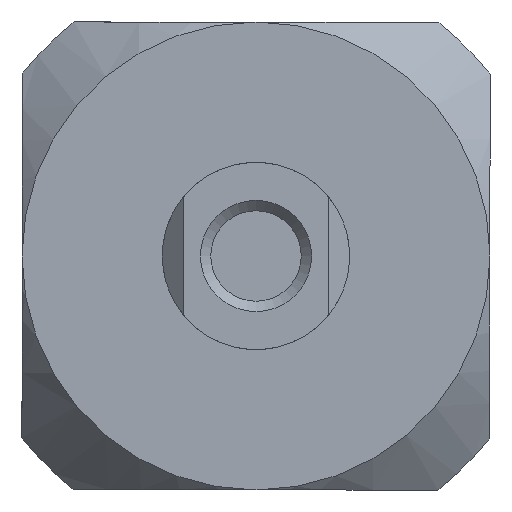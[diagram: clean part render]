
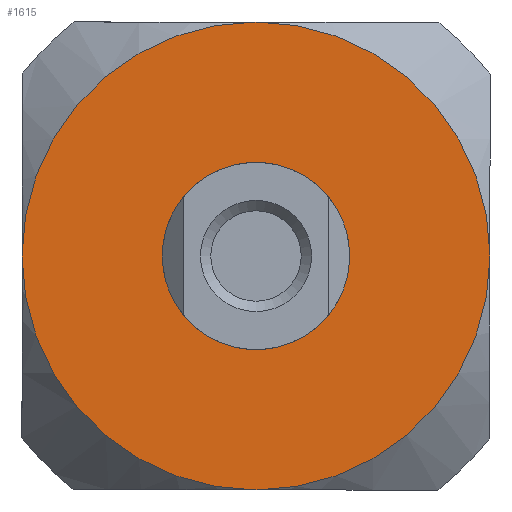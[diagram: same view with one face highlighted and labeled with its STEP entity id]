
A CAD part, front view. The second image highlights one B-rep face of the part: STEP entity #1615.
In plain terms, the highlighted face is planar.
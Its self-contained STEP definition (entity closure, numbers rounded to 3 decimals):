
#56=FACE_BOUND('',#249,.T.);
#96=PLANE('',#1840);
#153=FACE_OUTER_BOUND('',#248,.T.);
#248=EDGE_LOOP('',(#1124,#1125,#1126,#1127));
#249=EDGE_LOOP('',(#1128));
#562=CIRCLE('',#1839,9.);
#563=CIRCLE('',#1841,22.5);
#564=CIRCLE('',#1842,22.5);
#565=CIRCLE('',#1843,22.5);
#566=CIRCLE('',#1844,22.5);
#658=VERTEX_POINT('',#2549);
#668=VERTEX_POINT('',#2579);
#688=VERTEX_POINT('',#2645);
#689=VERTEX_POINT('',#2649);
#690=VERTEX_POINT('',#2652);
#864=EDGE_CURVE('',#688,#688,#562,.T.);
#865=EDGE_CURVE('',#689,#658,#563,.T.);
#866=EDGE_CURVE('',#658,#668,#564,.T.);
#867=EDGE_CURVE('',#668,#690,#565,.T.);
#868=EDGE_CURVE('',#690,#689,#566,.T.);
#1124=ORIENTED_EDGE('',*,*,#865,.T.);
#1125=ORIENTED_EDGE('',*,*,#866,.T.);
#1126=ORIENTED_EDGE('',*,*,#867,.T.);
#1127=ORIENTED_EDGE('',*,*,#868,.T.);
#1128=ORIENTED_EDGE('',*,*,#864,.T.);
#1615=ADVANCED_FACE('',(#153,#56),#96,.F.);
#1839=AXIS2_PLACEMENT_3D('',#2647,#2113,#2114);
#1840=AXIS2_PLACEMENT_3D('',#2648,#2115,#2116);
#1841=AXIS2_PLACEMENT_3D('',#2650,#2117,#2118);
#1842=AXIS2_PLACEMENT_3D('',#2651,#2119,#2120);
#1843=AXIS2_PLACEMENT_3D('',#2653,#2121,#2122);
#1844=AXIS2_PLACEMENT_3D('',#2654,#2123,#2124);
#2113=DIRECTION('center_axis',(0.,0.,1.));
#2114=DIRECTION('ref_axis',(1.,0.,0.));
#2115=DIRECTION('center_axis',(0.,0.,1.));
#2116=DIRECTION('ref_axis',(1.,0.,0.));
#2117=DIRECTION('center_axis',(0.,0.,-1.));
#2118=DIRECTION('ref_axis',(0.,-1.,0.));
#2119=DIRECTION('center_axis',(0.,0.,-1.));
#2120=DIRECTION('ref_axis',(0.,-1.,0.));
#2121=DIRECTION('center_axis',(0.,0.,-1.));
#2122=DIRECTION('ref_axis',(0.,-1.,0.));
#2123=DIRECTION('center_axis',(0.,0.,-1.));
#2124=DIRECTION('ref_axis',(0.,-1.,0.));
#2549=CARTESIAN_POINT('',(0.,22.5,0.));
#2579=CARTESIAN_POINT('',(22.5,0.,0.));
#2645=CARTESIAN_POINT('',(-9.,0.,0.));
#2647=CARTESIAN_POINT('Origin',(0.,0.,0.));
#2648=CARTESIAN_POINT('Origin',(0.,0.,0.));
#2649=CARTESIAN_POINT('',(-22.5,0.,0.));
#2650=CARTESIAN_POINT('Origin',(0.,0.,0.));
#2651=CARTESIAN_POINT('Origin',(0.,0.,0.));
#2652=CARTESIAN_POINT('',(0.,-22.5,0.));
#2653=CARTESIAN_POINT('Origin',(0.,0.,0.));
#2654=CARTESIAN_POINT('Origin',(0.,0.,0.));
